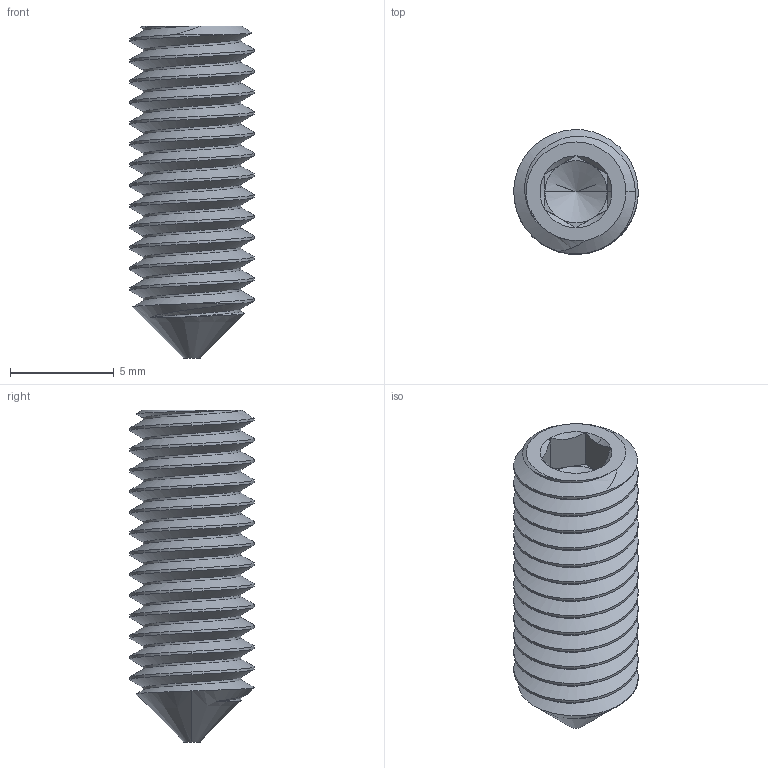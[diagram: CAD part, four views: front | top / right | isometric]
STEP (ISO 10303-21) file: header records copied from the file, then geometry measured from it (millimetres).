
FILE_DESCRIPTION (( 'STEP AP203' ), '1' );
FILE_NAME ('91210A325_Alloy Steel Cone-Point Set Screw.STEP', '2021-09-14T01:52:27', ( 'Administrator' ), ( 'Managed by Terraform' ), 'SwSTEP 2.0', 'SolidWorks 2017', '' );
FILE_SCHEMA (( 'CONFIG_CONTROL_DESIGN' ));
Length unit declared in the file: millimetre
Products named in the file (1): 91210A325_Alloy Steel Cone-Point Set Screw
Bounding box: 6 x 6 x 16 mm (x, y, z)
Volume: 311.8 mm3; surface area: 472.4 mm2
Topology: 1 solids, 1 shells, 58 faces, 148 edges, 91 vertices
Faces by surface type: cylinder 27, cone 14, plane 14, bspline 3
Entity records: 4269 total; most frequent: CARTESIAN_POINT 3008, ORIENTED_EDGE 292, DIRECTION 203, EDGE_CURVE 146, VERTEX_POINT 91, AXIS2_PLACEMENT_3D 76, EDGE_LOOP 59, FACE_OUTER_BOUND 58
